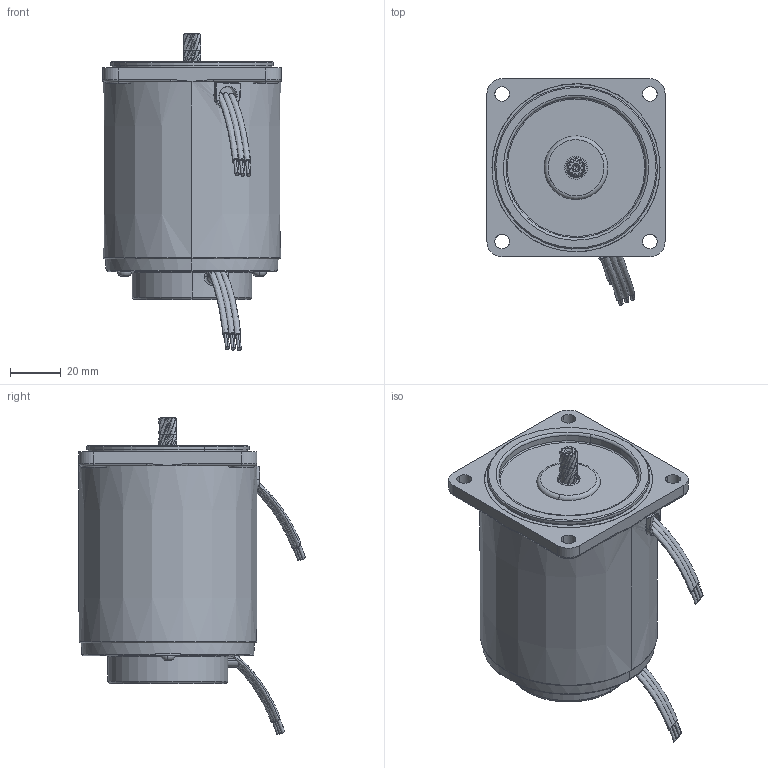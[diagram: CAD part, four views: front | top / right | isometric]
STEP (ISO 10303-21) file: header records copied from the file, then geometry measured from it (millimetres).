
FILE_DESCRIPTION (( 'STEP AP203' ), '1' );
FILE_NAME ('(夹非珇)3IK15RGN-〖(5C231〖0000Z0).STEP', '2018-04-19T04:36:34', ( '' ), ( '' ), 'SwSTEP 2.0', 'SolidWorks 2010', '' );
FILE_SCHEMA (( 'CONFIG_CONTROL_DESIGN' ));
Length unit declared in the file: millimetre
Products named in the file (8): 15GN_0.成品; 線扣; C364_車工(成品); M315_2車工; (夹非珇)3IK15RGN-〖(5C231〖0000Z0); 發電機; 丸頭十字螺絲M3x6_B18.6.7M - M3 x 0.5 x 8 Type I Cross Recessed PHMS --8C; 出口線-3條
Assembly tree (9 placements, depth 2):
  (夹非珇)3IK15RGN-〖(5C231〖0000Z0)
    出口線-3條  x2
    發電機
    15GN_0.成品
    M315_2車工
    丸頭十字螺絲M3x6_B18.6.7M - M3 x 0.5 x 8 Type I Cross Recessed PHMS --8C  x2
    C364_車工(成品)
    線扣
Bounding box: 70 x 88.99 x 124.48 mm (x, y, z)
Volume: 334080.6 mm3; surface area: 47150.3 mm2
Topology: 13 solids, 13 shells, 411 faces, 1006 edges, 629 vertices
Faces by surface type: plane 125, cylinder 110, bspline 76, torus 55, cone 37, sphere 8
Entity records: 19889 total; most frequent: CARTESIAN_POINT 10674, ORIENTED_EDGE 1776, DIRECTION 1727, EDGE_CURVE 888, AXIS2_PLACEMENT_3D 741, VERTEX_POINT 557, CIRCLE 432, EDGE_LOOP 397
